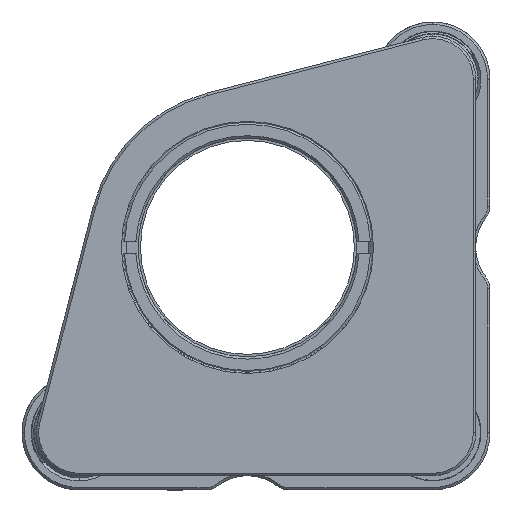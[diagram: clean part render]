
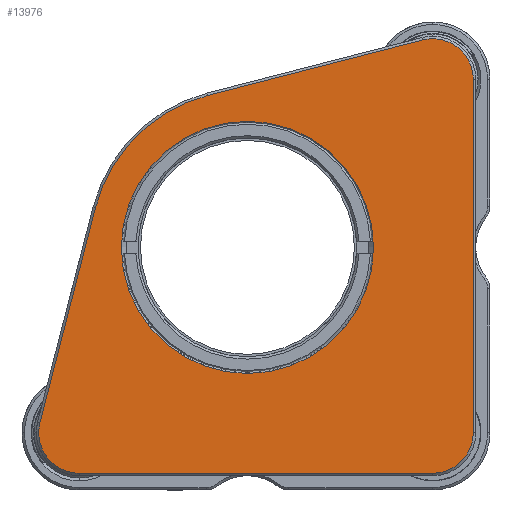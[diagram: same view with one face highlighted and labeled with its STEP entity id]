
A CAD part, left-side view. The second image highlights one B-rep face of the part: STEP entity #13976.
In plain terms, the highlighted planar face has unit normal (-1, 0, 0).
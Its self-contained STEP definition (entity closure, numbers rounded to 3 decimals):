
#196 = CARTESIAN_POINT ( 'NONE',  ( -3., -18.5, -22.75 ) ) ;
#252 = AXIS2_PLACEMENT_3D ( 'NONE', #830, #12637, #28787 ) ;
#601 = CARTESIAN_POINT ( 'NONE',  ( -3., 0.9, 0.9 ) ) ;
#606 = ORIENTED_EDGE ( 'NONE', *, *, #3801, .T. ) ;
#655 = EDGE_CURVE ( 'NONE', #13829, #7029, #15236, .T. ) ;
#830 = CARTESIAN_POINT ( 'NONE',  ( -3., 18.5, -18.5 ) ) ;
#1035 = EDGE_CURVE ( 'NONE', #10058, #11256, #7076, .T. ) ;
#1309 = FACE_BOUND ( 'NONE', #17671, .T. ) ;
#1700 = CIRCLE ( 'NONE', #252, 4.25 ) ;
#2167 = EDGE_CURVE ( 'NONE', #30010, #8033, #23710, .T. ) ;
#2719 = EDGE_CURVE ( 'NONE', #8033, #30010, #29857, .T. ) ;
#2877 = ORIENTED_EDGE ( 'NONE', *, *, #3059, .T. ) ;
#3059 = EDGE_CURVE ( 'NONE', #11256, #29945, #23630, .T. ) ;
#3454 = PLANE ( 'NONE',  #4492 ) ;
#3801 = EDGE_CURVE ( 'NONE', #5893, #5837, #19021, .T. ) ;
#4492 = AXIS2_PLACEMENT_3D ( 'NONE', #24685, #22098, #12670 ) ;
#4641 = AXIS2_PLACEMENT_3D ( 'NONE', #20902, #20603, #18474 ) ;
#5373 = CARTESIAN_POINT ( 'NONE',  ( -3., 22.615, -17.439 ) ) ;
#5837 = VERTEX_POINT ( 'NONE', #21582 ) ;
#5893 = VERTEX_POINT ( 'NONE', #16857 ) ;
#6158 = DIRECTION ( 'NONE',  ( 0., 0., 1. ) ) ;
#6736 = AXIS2_PLACEMENT_3D ( 'NONE', #601, #9849, #19087 ) ;
#7029 = VERTEX_POINT ( 'NONE', #196 ) ;
#7076 = CIRCLE ( 'NONE', #10443, 4.25 ) ;
#7989 = DIRECTION ( 'NONE',  ( 0., -1., 0. ) ) ;
#8033 = VERTEX_POINT ( 'NONE', #16507 ) ;
#8716 = ORIENTED_EDGE ( 'NONE', *, *, #2719, .T. ) ;
#8878 = DIRECTION ( 'NONE',  ( 0., 0., 1. ) ) ;
#9690 = EDGE_CURVE ( 'NONE', #29945, #5893, #29171, .T. ) ;
#9849 = DIRECTION ( 'NONE',  ( 1., 0., 0. ) ) ;
#10058 = VERTEX_POINT ( 'NONE', #11439 ) ;
#10443 = AXIS2_PLACEMENT_3D ( 'NONE', #27110, #29700, #8878 ) ;
#11256 = VERTEX_POINT ( 'NONE', #19276 ) ;
#11439 = CARTESIAN_POINT ( 'NONE',  ( -3., -22.75, 18.5 ) ) ;
#11820 = CARTESIAN_POINT ( 'NONE',  ( -3., 0.9, 14.1 ) ) ;
#12637 = DIRECTION ( 'NONE',  ( -1., 0., 0. ) ) ;
#12670 = DIRECTION ( 'NONE',  ( 0., 0., 1. ) ) ;
#12816 = CARTESIAN_POINT ( 'NONE',  ( -3., 18.5, -22.75 ) ) ;
#13350 = VECTOR ( 'NONE', #21653, 1000. ) ;
#13363 = ORIENTED_EDGE ( 'NONE', *, *, #17079, .T. ) ;
#13829 = VERTEX_POINT ( 'NONE', #12816 ) ;
#13900 = VECTOR ( 'NONE', #26470, 1000. ) ;
#13913 = LINE ( 'NONE', #27914, #26126 ) ;
#13953 = CARTESIAN_POINT ( 'NONE',  ( -3., 5.006, 16.829 ) ) ;
#13976 = ADVANCED_FACE ( 'NONE', ( #1309, #24386 ), #3454, .T. ) ;
#14540 = CARTESIAN_POINT ( 'NONE',  ( -3., 0.9, 0.9 ) ) ;
#15236 = LINE ( 'NONE', #19504, #23361 ) ;
#15447 = AXIS2_PLACEMENT_3D ( 'NONE', #29413, #22262, #6158 ) ;
#16186 = DIRECTION ( 'NONE',  ( 0., 0., 1. ) ) ;
#16507 = CARTESIAN_POINT ( 'NONE',  ( -3., 0.9, -12.3 ) ) ;
#16621 = CARTESIAN_POINT ( 'NONE',  ( -3., -22.75, -18.5 ) ) ;
#16857 = CARTESIAN_POINT ( 'NONE',  ( -3., 16.829, 5.006 ) ) ;
#17079 = EDGE_CURVE ( 'NONE', #5837, #13829, #1700, .T. ) ;
#17671 = EDGE_LOOP ( 'NONE', ( #26216, #8716 ) ) ;
#17957 = EDGE_CURVE ( 'NONE', #7029, #27987, #18867, .T. ) ;
#18474 = DIRECTION ( 'NONE',  ( 0., 0., 1. ) ) ;
#18867 = CIRCLE ( 'NONE', #15447, 4.25 ) ;
#19021 = LINE ( 'NONE', #5373, #13900 ) ;
#19087 = DIRECTION ( 'NONE',  ( 0., 0., 1. ) ) ;
#19276 = CARTESIAN_POINT ( 'NONE',  ( -3., -17.439, 22.615 ) ) ;
#19504 = CARTESIAN_POINT ( 'NONE',  ( -3., -18.5, -22.75 ) ) ;
#20603 = DIRECTION ( 'NONE',  ( 1., 0., 0. ) ) ;
#20902 = CARTESIAN_POINT ( 'NONE',  ( -3., 0.9, 0.9 ) ) ;
#21582 = CARTESIAN_POINT ( 'NONE',  ( -3., 22.615, -17.439 ) ) ;
#21653 = DIRECTION ( 'NONE',  ( 0., 0.968, -0.25 ) ) ;
#21723 = ORIENTED_EDGE ( 'NONE', *, *, #28016, .T. ) ;
#22098 = DIRECTION ( 'NONE',  ( -1., 0., 0. ) ) ;
#22262 = DIRECTION ( 'NONE',  ( -1., 0., 0. ) ) ;
#23361 = VECTOR ( 'NONE', #7989, 1000. ) ;
#23630 = LINE ( 'NONE', #24240, #13350 ) ;
#23710 = CIRCLE ( 'NONE', #6736, 13.2 ) ;
#23965 = DIRECTION ( 'NONE',  ( 0., 0., 1. ) ) ;
#24240 = CARTESIAN_POINT ( 'NONE',  ( -3., 5.006, 16.829 ) ) ;
#24386 = FACE_OUTER_BOUND ( 'NONE', #27586, .T. ) ;
#24496 = ORIENTED_EDGE ( 'NONE', *, *, #9690, .T. ) ;
#24685 = CARTESIAN_POINT ( 'NONE',  ( -3., 0., 0. ) ) ;
#25006 = ORIENTED_EDGE ( 'NONE', *, *, #1035, .T. ) ;
#26126 = VECTOR ( 'NONE', #16186, 1000. ) ;
#26216 = ORIENTED_EDGE ( 'NONE', *, *, #2167, .T. ) ;
#26244 = DIRECTION ( 'NONE',  ( -1., 0., 0. ) ) ;
#26470 = DIRECTION ( 'NONE',  ( 0., 0.25, -0.968 ) ) ;
#26631 = ORIENTED_EDGE ( 'NONE', *, *, #655, .T. ) ;
#27110 = CARTESIAN_POINT ( 'NONE',  ( -3., -18.5, 18.5 ) ) ;
#27392 = ORIENTED_EDGE ( 'NONE', *, *, #17957, .T. ) ;
#27586 = EDGE_LOOP ( 'NONE', ( #27392, #21723, #25006, #2877, #24496, #606, #13363, #26631 ) ) ;
#27725 = AXIS2_PLACEMENT_3D ( 'NONE', #14540, #26244, #23965 ) ;
#27914 = CARTESIAN_POINT ( 'NONE',  ( -3., -22.75, 18.5 ) ) ;
#27987 = VERTEX_POINT ( 'NONE', #16621 ) ;
#28016 = EDGE_CURVE ( 'NONE', #27987, #10058, #13913, .T. ) ;
#28787 = DIRECTION ( 'NONE',  ( 0., 0., 1. ) ) ;
#29171 = CIRCLE ( 'NONE', #27725, 16.45 ) ;
#29413 = CARTESIAN_POINT ( 'NONE',  ( -3., -18.5, -18.5 ) ) ;
#29700 = DIRECTION ( 'NONE',  ( -1., 0., 0. ) ) ;
#29857 = CIRCLE ( 'NONE', #4641, 13.2 ) ;
#29945 = VERTEX_POINT ( 'NONE', #13953 ) ;
#30010 = VERTEX_POINT ( 'NONE', #11820 ) ;
